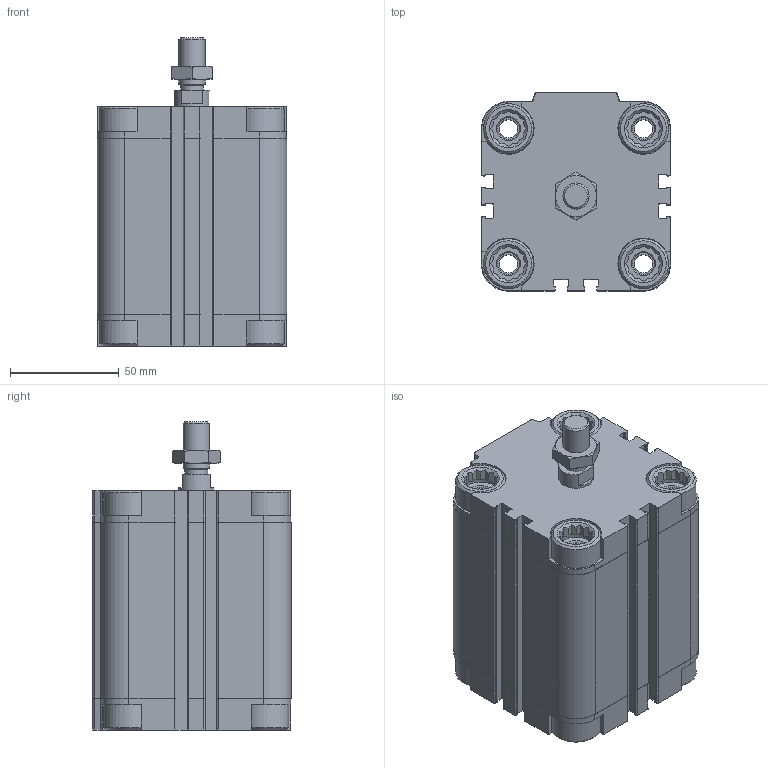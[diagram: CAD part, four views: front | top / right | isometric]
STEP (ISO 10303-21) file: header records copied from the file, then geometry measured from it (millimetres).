
FILE_DESCRIPTION(/* description */ ('STEP AP214'),/* implementation_level */ '2;1');
FILE_NAME(/* name */ '156652_ADVU-63-60-A-P-A',/* time_stamp */ '2024-08-02T16:22:47+02:00',/* author */ ('License CC BY-ND 4.0'),/* organization */ ('CADENAS'),/* preprocessor_version */ 'ST-DEVELOPER v19.3',/* originating_system */ 'PARTsolutions',/* authorisation */ ' ');
FILE_SCHEMA (('AUTOMOTIVE_DESIGN {1 0 10303 214 3 1 1}'));
Length unit declared in the file: millimetre
Products named in the file (4): 156652 ADVU-63-60-A-P-A---(0); 156652 ADVU-63-60-A-P-A---(ZR); 156652 ADVU-63-60-A-P-A---(KS); DIN-439-B - M12x1.25(F)
Assembly tree (3 placements, depth 2):
  156652 ADVU-63-60-A-P-A---(0)
    156652 ADVU-63-60-A-P-A---(ZR)
    156652 ADVU-63-60-A-P-A---(KS)
    DIN-439-B - M12x1.25(F)
Bounding box: 87 x 91 x 141.5 mm (x, y, z)
Volume: 568955.4 mm3; surface area: 121751.5 mm2
Topology: 3 solids, 3 shells, 550 faces, 1471 edges, 972 vertices
Faces by surface type: plane 373, cylinder 142, cone 35
Full cylindrical faces by diameter (mm): 8 x1, 8.376 x8, 8.566 x2, 10.466 x1, 10.647 x1, 12 x1, 15.4 x4, 16 x2, 16.5 x8, 23 x8, 63 x2
Entity records: 17010 total; most frequent: CARTESIAN_POINT 3540, ORIENTED_EDGE 2786, DIRECTION 2624, EDGE_CURVE 1393, VERTEX_POINT 969, AXIS2_PLACEMENT_3D 881, LINE 862, VECTOR 862
